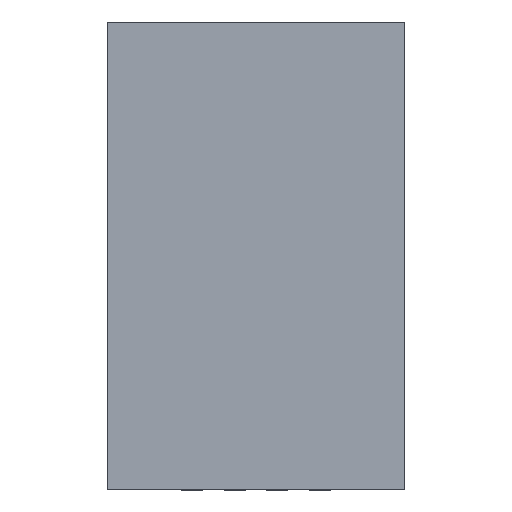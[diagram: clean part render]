
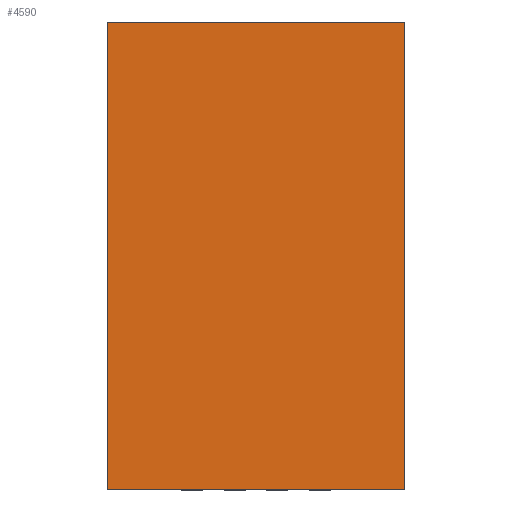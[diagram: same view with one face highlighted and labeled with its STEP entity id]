
A CAD part, top view. The second image highlights one B-rep face of the part: STEP entity #4590.
In plain terms, the highlighted face is planar.
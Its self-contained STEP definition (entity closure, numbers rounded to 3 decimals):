
#1945=DIRECTION('',(0.,0.,1.));
#1946=VECTOR('',#1945,5.5);
#1947=CARTESIAN_POINT('',(-1.75,0.775,-2.75));
#1948=LINE('',#1947,#1946);
#1952=DIRECTION('',(-1.,0.,0.));
#1953=VECTOR('',#1952,3.5);
#1954=CARTESIAN_POINT('',(1.75,0.775,-2.75));
#1955=LINE('',#1954,#1953);
#1959=DIRECTION('',(0.,0.,-1.));
#1960=VECTOR('',#1959,5.5);
#1961=CARTESIAN_POINT('',(1.75,0.775,2.75));
#1962=LINE('',#1961,#1960);
#1966=DIRECTION('',(1.,0.,0.));
#1967=VECTOR('',#1966,3.5);
#1968=CARTESIAN_POINT('',(-1.75,0.775,2.75));
#1969=LINE('',#1968,#1967);
#2727=CARTESIAN_POINT('',(-1.75,0.775,-2.75));
#2728=CARTESIAN_POINT('',(-1.75,0.775,2.75));
#2729=VERTEX_POINT('',#2727);
#2730=VERTEX_POINT('',#2728);
#2731=CARTESIAN_POINT('',(1.75,0.775,2.75));
#2732=VERTEX_POINT('',#2731);
#2733=CARTESIAN_POINT('',(1.75,0.775,-2.75));
#2734=VERTEX_POINT('',#2733);
#4579=CARTESIAN_POINT('',(0.,0.775,0.));
#4580=DIRECTION('',(0.,1.,0.));
#4581=DIRECTION('',(1.,0.,0.));
#4582=AXIS2_PLACEMENT_3D('',#4579,#4580,#4581);
#4583=PLANE('',#4582);
#4584=ORIENTED_EDGE('',*,*,#3554,.F.);
#4585=ORIENTED_EDGE('',*,*,#4127,.F.);
#4586=ORIENTED_EDGE('',*,*,#4362,.F.);
#4587=ORIENTED_EDGE('',*,*,#4496,.F.);
#4588=EDGE_LOOP('',(#4584,#4585,#4586,#4587));
#4589=FACE_OUTER_BOUND('',#4588,.F.);
#4590=ADVANCED_FACE('',(#4589),#4583,.T.);
#3554=EDGE_CURVE('',#2729,#2730,#1948,.T.);
#4127=EDGE_CURVE('',#2734,#2729,#1955,.T.);
#4362=EDGE_CURVE('',#2732,#2734,#1962,.T.);
#4496=EDGE_CURVE('',#2730,#2732,#1969,.T.);
